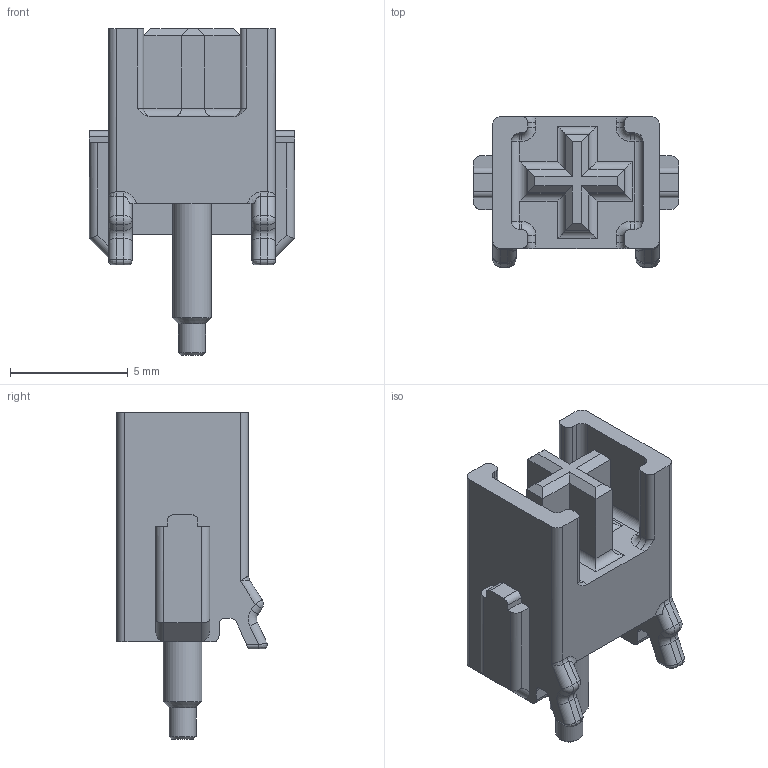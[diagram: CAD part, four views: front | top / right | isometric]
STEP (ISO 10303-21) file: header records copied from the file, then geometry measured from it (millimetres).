
FILE_DESCRIPTION(/* description */ (''),/* implementation_level */ '2;1');
FILE_NAME(/* name */ 'Moyai-Stem SLA v49.step',/* time_stamp */ '2021-08-02T17:45:13+02:00',/* author */ (''),/* organization */ (''),/* preprocessor_version */ 'ST-DEVELOPER v18.1',/* originating_system */ 'Autodesk Translation Framework v10.9.0.1377',/* authorisation */ '');
FILE_SCHEMA (('AUTOMOTIVE_DESIGN { 1 0 10303 214 3 1 1 }'));
Length unit declared in the file: millimetre
Products named in the file (2): Moyai-Stem SLA; Slider
Assembly tree (1 placements, depth 2):
  Moyai-Stem SLA
    Slider
Bounding box: 8.72 x 6.4 x 13.9 mm (x, y, z)
Volume: 206.8 mm3; surface area: 540.9 mm2
Topology: 1 solids, 1 shells, 201 faces, 495 edges, 295 vertices
Faces by surface type: plane 88, cylinder 82, torus 12, bspline 8, sphere 8, cone 3
Full cylindrical faces by diameter (mm): 1.15 x1, 1.65 x1, 3.2 x1
Entity records: 6142 total; most frequent: CARTESIAN_POINT 1280, DIRECTION 1050, ORIENTED_EDGE 986, EDGE_CURVE 493, AXIS2_PLACEMENT_3D 367, LINE 316, VECTOR 316, VERTEX_POINT 295
